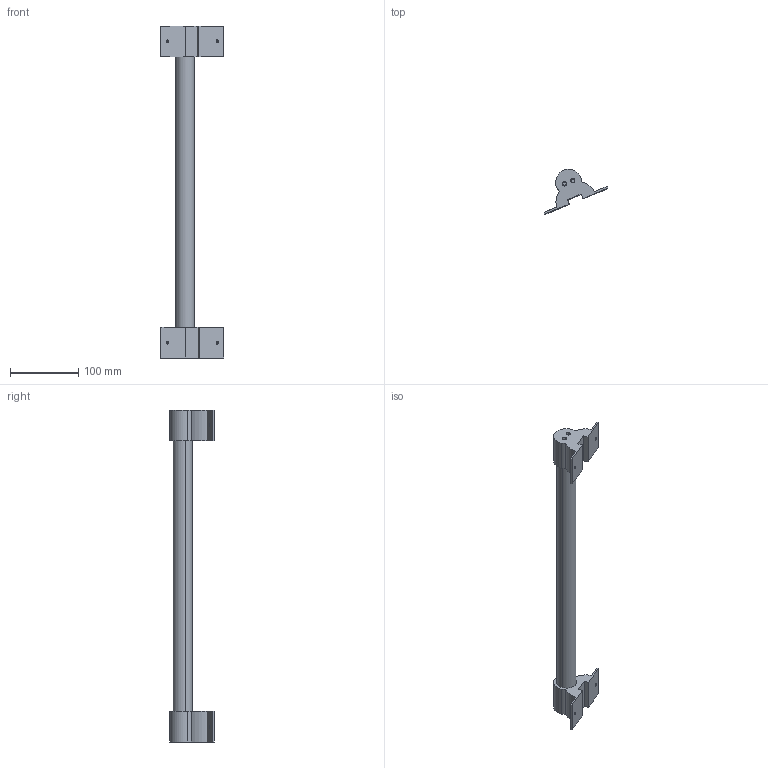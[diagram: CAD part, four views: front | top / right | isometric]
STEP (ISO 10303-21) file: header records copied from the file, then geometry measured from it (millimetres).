
FILE_DESCRIPTION (( 'STEP AP214' ), '1' );
FILE_NAME ('UVC light subassembly.STEP', '2020-04-13T12:51:47', ( '' ), ( '' ), 'SwSTEP 2.0', 'SolidWorks 2019', '' );
FILE_SCHEMA (( 'AUTOMOTIVE_DESIGN' ));
Length unit declared in the file: millimetre
Products named in the file (3): TUV 25W 1SL_25 UV Lamp; UVC light subassembly; UV holder_whole
Assembly tree (3 placements, depth 2):
  UVC light subassembly
    TUV 25W 1SL_25 UV Lamp
    UV holder_whole  x2
Bounding box: 93.63 x 65.74 x 487.4 mm (x, y, z)
Volume: 153106.2 mm3; surface area: 118681.5 mm2
Topology: 3 solids, 4 shells, 74 faces, 180 edges, 120 vertices
Faces by surface type: cylinder 38, plane 32, bspline 4
Entity records: 1510 total; most frequent: DIRECTION 256, CARTESIAN_POINT 251, ORIENTED_EDGE 216, EDGE_CURVE 108, AXIS2_PLACEMENT_3D 101, VERTEX_POINT 72, EDGE_LOOP 60, VECTOR 54
